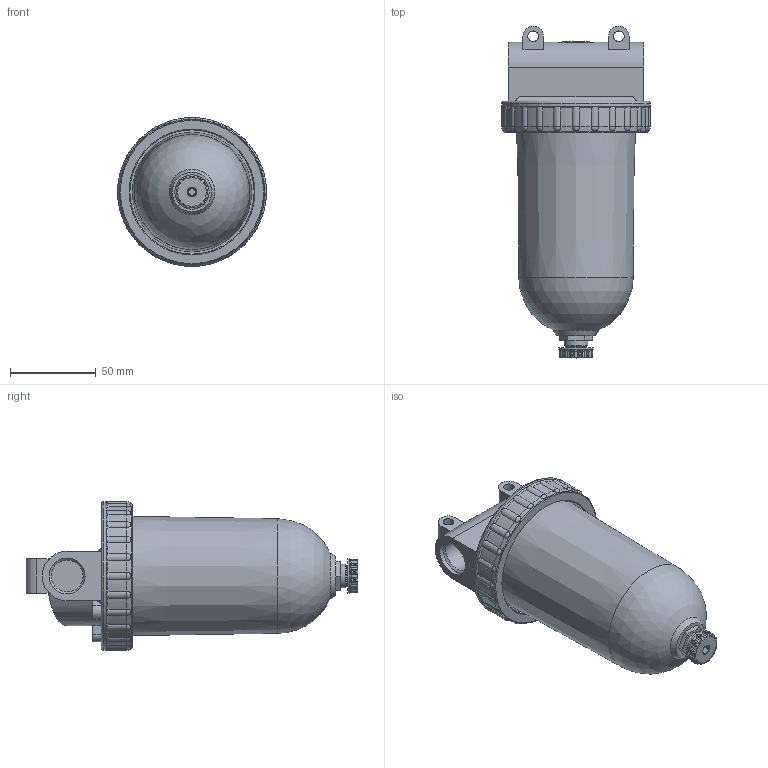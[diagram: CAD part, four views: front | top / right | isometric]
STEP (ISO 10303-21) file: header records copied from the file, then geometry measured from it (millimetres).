
FILE_DESCRIPTION( ( 'STEP AP214' ), ' ' );
FILE_NAME( '9.1133.00.052.0V.stp', '2017-03-08T12:25:13', ( '' ), ( '' ), ' ', 'PARTsolutions', ' ' );
FILE_SCHEMA( ( 'AUTOMOTIVE_DESIGN { 1 0 10303 214 1 1 1 1 }' ) );
Length unit declared in the file: millimetre
Products named in the file (3): 9.1133.00.052.0V; _650 C/M-1; _650 C/M0-3
Assembly tree (2 placements, depth 2):
  9.1133.00.052.0V
    _650 C/M-1
    _650 C/M0-3
Bounding box: 87 x 194 x 87 mm (x, y, z)
Volume: 574621.2 mm3; surface area: 59196.9 mm2
Topology: 2 solids, 2 shells, 302 faces, 742 edges, 462 vertices
Faces by surface type: cylinder 137, plane 71, cone 54, sphere 25, torus 15
Full cylindrical faces by diameter (mm): 4 x1, 4.134 x3, 6.2 x2, 8 x1, 14 x1, 18.631 x2, 20 x1, 21 x2, 72.584 x1, 87 x1
Entity records: 12869 total; most frequent: CARTESIAN_POINT 3681, ORIENTED_EDGE 1408, DIRECTION 1341, EDGE_CURVE 704, AXIS2_PLACEMENT_3D 543, VERTEX_POINT 453, EDGE_LOOP 353, FACE_OUTER_BOUND 321
